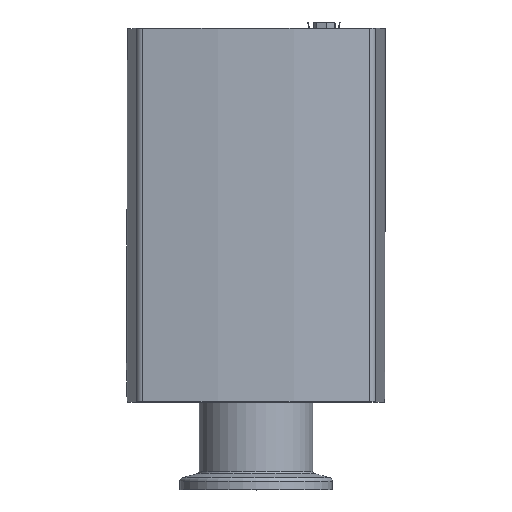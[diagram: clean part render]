
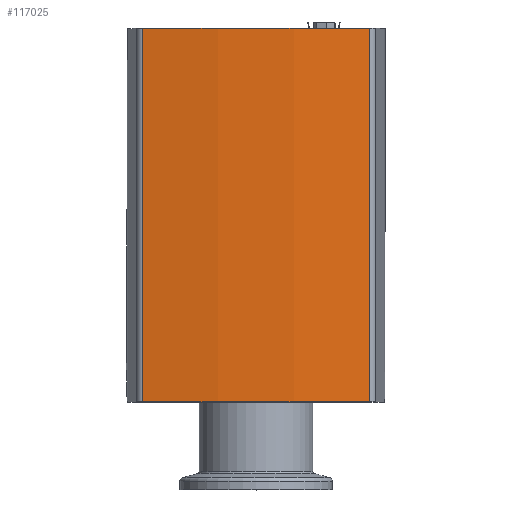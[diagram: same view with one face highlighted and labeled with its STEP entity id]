
A CAD part, top view. The second image highlights one B-rep face of the part: STEP entity #117025.
In plain terms, the highlighted cylindrical face has radius 170 mm (diameter 340 mm), a partial arc.
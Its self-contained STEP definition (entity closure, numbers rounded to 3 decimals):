
#12755=FACE_OUTER_BOUND('',#18981,.T.);
#18981=EDGE_LOOP('',(#102418,#102419,#102420,#102421));
#30725=LINE('',#209586,#42491);
#30726=LINE('',#209588,#42492);
#42491=VECTOR('',#150392,98.);
#42492=VECTOR('',#150395,98.);
#45287=CIRCLE('',#124534,170.);
#45310=CIRCLE('',#124563,170.);
#55679=VERTEX_POINT('',#209214);
#55680=VERTEX_POINT('',#209216);
#55697=VERTEX_POINT('',#209264);
#55698=VERTEX_POINT('',#209266);
#71416=EDGE_CURVE('',#55679,#55680,#45287,.T.);
#71442=EDGE_CURVE('',#55698,#55697,#45310,.T.);
#71462=EDGE_CURVE('',#55679,#55698,#30725,.T.);
#71463=EDGE_CURVE('',#55680,#55697,#30726,.T.);
#102418=ORIENTED_EDGE('',*,*,#71463,.F.);
#102419=ORIENTED_EDGE('',*,*,#71416,.F.);
#102420=ORIENTED_EDGE('',*,*,#71462,.T.);
#102421=ORIENTED_EDGE('',*,*,#71442,.T.);
#105811=CYLINDRICAL_SURFACE('',#124573,170.);
#117025=ADVANCED_FACE('',(#12755),#105811,.T.);
#124534=AXIS2_PLACEMENT_3D('',#209217,#150304,#150305);
#124563=AXIS2_PLACEMENT_3D('',#209267,#150365,#150366);
#124573=AXIS2_PLACEMENT_3D('',#209587,#150393,#150394);
#150304=DIRECTION('center_axis',(0.,1.,0.));
#150305=DIRECTION('ref_axis',(-0.175,0.,
0.985));
#150365=DIRECTION('center_axis',(0.,1.,0.));
#150366=DIRECTION('ref_axis',(-0.175,0.,
0.985));
#150392=DIRECTION('',(0.,-1.,0.));
#150393=DIRECTION('center_axis',(0.,1.,0.));
#150394=DIRECTION('ref_axis',(0.,0.,
1.));
#150395=DIRECTION('',(0.,-1.,0.));
#209214=CARTESIAN_POINT('',(-29.756,98.,31.375));
#209216=CARTESIAN_POINT('',(29.756,98.,31.375));
#209217=CARTESIAN_POINT('Origin',(0.,98.,
-136.));
#209264=CARTESIAN_POINT('',(29.756,0.,31.375));
#209266=CARTESIAN_POINT('',(-29.756,0.,31.375));
#209267=CARTESIAN_POINT('Origin',(0.,0.,
-136.));
#209586=CARTESIAN_POINT('',(-29.756,98.,31.375));
#209587=CARTESIAN_POINT('Origin',(0.,0.,
-136.));
#209588=CARTESIAN_POINT('',(29.756,98.,31.375));
